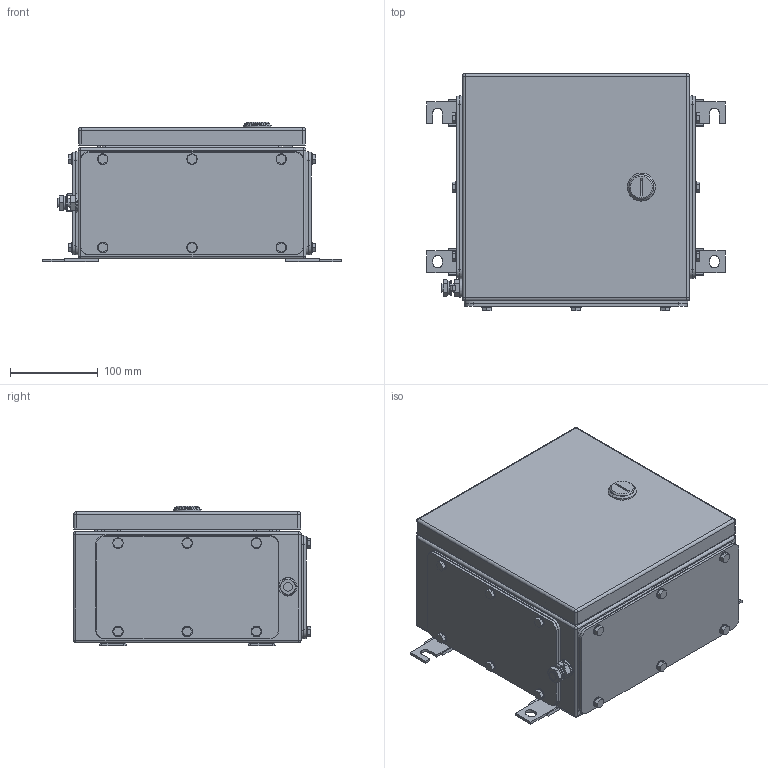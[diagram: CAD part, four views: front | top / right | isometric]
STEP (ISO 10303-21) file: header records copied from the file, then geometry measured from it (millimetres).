
FILE_DESCRIPTION(('CATIA V5 STEP Exchange','CAx-IF Rec.Pracs.--- Model Styling and Organization---1.4--- 2014-01-23'),'2;1');
FILE_NAME ('008766-7_4_1199930000_1199930000.stp','2019-09-20T12:08:23+00:00',('none'),('Weidmueller'),'CATIA Version 5-6 Release 2016 SP3 HF44','CATIA V5 STEP AP214','none');
FILE_SCHEMA(('AUTOMOTIVE_DESIGN { 1 0 10303 214 1 1 1 1 }'));
Length unit declared in the file: millimetre
Products named in the file (1): 1199930000
Bounding box: 341 x 271 x 159.8 mm (x, y, z)
Volume: 878645.3 mm3; surface area: 899313.8 mm2
Topology: 80 solids, 81 shells, 1603 faces, 3690 edges, 2310 vertices
Faces by surface type: plane 701, cylinder 688, cone 164, sphere 24, torus 22, bspline 4
Entity records: 43071 total; most frequent: CARTESIAN_POINT 8875, ORIENTED_EDGE 7240, DIRECTION 5771, EDGE_CURVE 3620, AXIS2_PLACEMENT_3D 2550, VERTEX_POINT 2310, VECTOR 2031, LINE 2031
